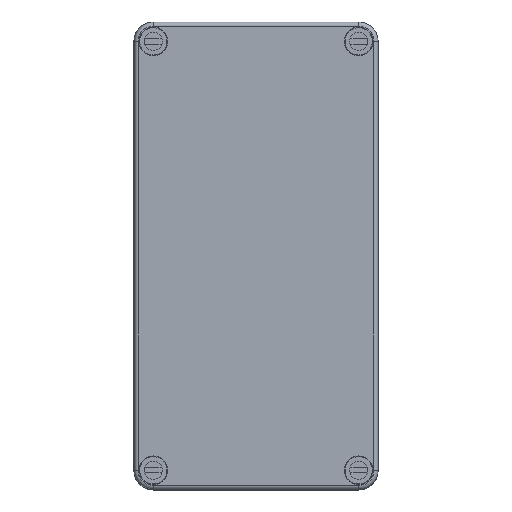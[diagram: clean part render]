
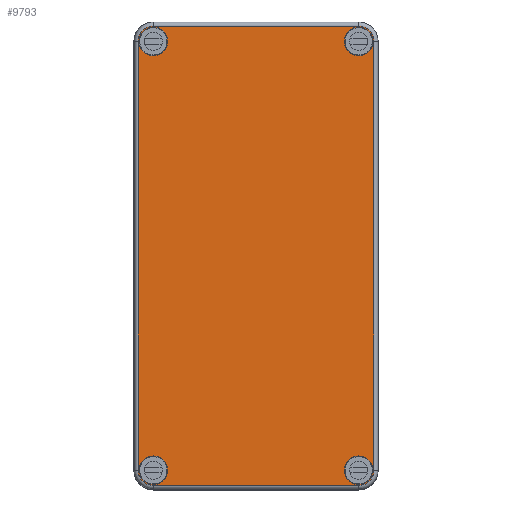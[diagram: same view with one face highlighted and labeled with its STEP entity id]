
A CAD part, top view. The second image highlights one B-rep face of the part: STEP entity #9793.
In plain terms, the highlighted planar face has unit normal (0, 0, 1).
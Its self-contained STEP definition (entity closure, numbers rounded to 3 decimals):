
#239 = DIRECTION ( 'NONE',  ( 0., -1., 0. ) ) ;
#282 = VERTEX_POINT ( 'NONE', #7685 ) ;
#352 = CARTESIAN_POINT ( 'NONE',  ( 39.5, -82.5, 15. ) ) ;
#395 = DIRECTION ( 'NONE',  ( -1., 0., 0. ) ) ;
#475 = CARTESIAN_POINT ( 'NONE',  ( 39.5, -82.5, 15. ) ) ;
#831 = DIRECTION ( 'NONE',  ( 1., 0., 0. ) ) ;
#836 = CARTESIAN_POINT ( 'NONE',  ( 45., 82.5, 15. ) ) ;
#1021 = CARTESIAN_POINT ( 'NONE',  ( 45.382, 82.5, 15. ) ) ;
#1028 = CARTESIAN_POINT ( 'NONE',  ( -39.5, 82.5, 15. ) ) ;
#1050 = DIRECTION ( 'NONE',  ( 1., 0., 0. ) ) ;
#1079 = ORIENTED_EDGE ( 'NONE', *, *, #17237, .T. ) ;
#1471 = CARTESIAN_POINT ( 'NONE',  ( -39.5, -88.382, 15. ) ) ;
#1570 = EDGE_CURVE ( 'NONE', #16635, #15222, #11528, .T. ) ;
#1625 = ORIENTED_EDGE ( 'NONE', *, *, #17978, .F. ) ;
#1728 = VECTOR ( 'NONE', #4033, 1000. ) ;
#1893 = CARTESIAN_POINT ( 'NONE',  ( -45.382, 100., 15. ) ) ;
#1997 = DIRECTION ( 'NONE',  ( 1., 0., 0. ) ) ;
#2013 = CARTESIAN_POINT ( 'NONE',  ( 39.5, 88.382, 15. ) ) ;
#2137 = DIRECTION ( 'NONE',  ( -1., 0., 0. ) ) ;
#2301 = LINE ( 'NONE', #10279, #11081 ) ;
#2683 = DIRECTION ( 'NONE',  ( -1., 0., 0. ) ) ;
#2868 = AXIS2_PLACEMENT_3D ( 'NONE', #14276, #4396, #15921 ) ;
#2991 = VERTEX_POINT ( 'NONE', #13882 ) ;
#3110 = CARTESIAN_POINT ( 'NONE',  ( -45.382, -82.5, 15. ) ) ;
#3786 = CARTESIAN_POINT ( 'NONE',  ( -39.5, 82.5, 15. ) ) ;
#3988 = CARTESIAN_POINT ( 'NONE',  ( 39.5, -82.5, 15. ) ) ;
#4033 = DIRECTION ( 'NONE',  ( -1., 0., 0. ) ) ;
#4248 = AXIS2_PLACEMENT_3D ( 'NONE', #1028, #12567, #2683 ) ;
#4276 = CARTESIAN_POINT ( 'NONE',  ( 34., -82.5, 15. ) ) ;
#4396 = DIRECTION ( 'NONE',  ( 0., 0., -1. ) ) ;
#4464 = CIRCLE ( 'NONE', #5435, 5.882 ) ;
#4500 = EDGE_CURVE ( 'NONE', #11327, #19520, #5173, .T. ) ;
#4655 = EDGE_LOOP ( 'NONE', ( #1079, #19366 ) ) ;
#4782 = EDGE_CURVE ( 'NONE', #2991, #19228, #17531, .T. ) ;
#5113 = CARTESIAN_POINT ( 'NONE',  ( -45., -82.5, 15. ) ) ;
#5173 = LINE ( 'NONE', #1893, #17790 ) ;
#5212 = VERTEX_POINT ( 'NONE', #1471 ) ;
#5407 = EDGE_CURVE ( 'NONE', #2991, #5212, #2301, .T. ) ;
#5435 = AXIS2_PLACEMENT_3D ( 'NONE', #16937, #7087, #18589 ) ;
#5443 = DIRECTION ( 'NONE',  ( -1., 0., 0. ) ) ;
#5641 = DIRECTION ( 'NONE',  ( -1., 0., 0. ) ) ;
#5691 = DIRECTION ( 'NONE',  ( 0., 0., -1. ) ) ;
#5723 = ORIENTED_EDGE ( 'NONE', *, *, #12793, .F. ) ;
#5932 = CARTESIAN_POINT ( 'NONE',  ( 39.5, 82.5, 15. ) ) ;
#6224 = CARTESIAN_POINT ( 'NONE',  ( 39.5, 82.5, 15. ) ) ;
#6407 = FACE_BOUND ( 'NONE', #4655, .T. ) ;
#6531 = EDGE_CURVE ( 'NONE', #282, #14248, #10275, .T. ) ;
#7087 = DIRECTION ( 'NONE',  ( 0., 0., -1. ) ) ;
#7129 = EDGE_CURVE ( 'NONE', #14196, #21296, #8693, .T. ) ;
#7447 = VERTEX_POINT ( 'NONE', #18471 ) ;
#7455 = FACE_OUTER_BOUND ( 'NONE', #15037, .T. ) ;
#7610 = DIRECTION ( 'NONE',  ( -1., 0., 0. ) ) ;
#7630 = PLANE ( 'NONE',  #16694 ) ;
#7685 = CARTESIAN_POINT ( 'NONE',  ( 45., -82.5, 15. ) ) ;
#7790 = AXIS2_PLACEMENT_3D ( 'NONE', #3786, #15324, #5443 ) ;
#7897 = DIRECTION ( 'NONE',  ( -1., 0., 0. ) ) ;
#8049 = AXIS2_PLACEMENT_3D ( 'NONE', #20556, #10723, #831 ) ;
#8074 = ORIENTED_EDGE ( 'NONE', *, *, #6531, .T. ) ;
#8323 = ORIENTED_EDGE ( 'NONE', *, *, #4782, .T. ) ;
#8456 = EDGE_CURVE ( 'NONE', #7447, #8968, #11882, .T. ) ;
#8504 = AXIS2_PLACEMENT_3D ( 'NONE', #6224, #17716, #7897 ) ;
#8505 = CARTESIAN_POINT ( 'NONE',  ( -39.5, 88.382, 15. ) ) ;
#8506 = CARTESIAN_POINT ( 'NONE',  ( -39.5, -82.5, 15. ) ) ;
#8693 = CIRCLE ( 'NONE', #19491, 5.5 ) ;
#8718 = CARTESIAN_POINT ( 'NONE',  ( -45.382, 82.5, 15. ) ) ;
#8720 = VERTEX_POINT ( 'NONE', #1021 ) ;
#8741 = EDGE_CURVE ( 'NONE', #8968, #7447, #11097, .T. ) ;
#8919 = CIRCLE ( 'NONE', #7790, 5.5 ) ;
#8968 = VERTEX_POINT ( 'NONE', #5113 ) ;
#9651 = ORIENTED_EDGE ( 'NONE', *, *, #4500, .T. ) ;
#9674 = EDGE_LOOP ( 'NONE', ( #8074, #17562 ) ) ;
#9793 = ADVANCED_FACE ( 'NONE', ( #7455, #10796, #19528, #15157, #6407 ), #7630, .T. ) ;
#10110 = AXIS2_PLACEMENT_3D ( 'NONE', #3988, #15508, #5641 ) ;
#10181 = DIRECTION ( 'NONE',  ( -1., 0., 0. ) ) ;
#10275 = CIRCLE ( 'NONE', #10110, 5.5 ) ;
#10279 = CARTESIAN_POINT ( 'NONE',  ( 50., -88.382, 15. ) ) ;
#10502 = CARTESIAN_POINT ( 'NONE',  ( -45., 82.5, 15. ) ) ;
#10723 = DIRECTION ( 'NONE',  ( 0., 0., 1. ) ) ;
#10741 = EDGE_CURVE ( 'NONE', #14248, #282, #18464, .T. ) ;
#10796 = FACE_BOUND ( 'NONE', #11923, .T. ) ;
#10865 = EDGE_CURVE ( 'NONE', #15222, #11327, #14046, .T. ) ;
#10874 = ORIENTED_EDGE ( 'NONE', *, *, #12100, .T. ) ;
#10941 = DIRECTION ( 'NONE',  ( 0., 0., 1. ) ) ;
#11081 = VECTOR ( 'NONE', #395, 1000. ) ;
#11097 = CIRCLE ( 'NONE', #2868, 5.5 ) ;
#11327 = VERTEX_POINT ( 'NONE', #8718 ) ;
#11476 = CARTESIAN_POINT ( 'NONE',  ( 45.382, 100., 15. ) ) ;
#11528 = LINE ( 'NONE', #12265, #1728 ) ;
#11871 = DIRECTION ( 'NONE',  ( 0., 0., 1. ) ) ;
#11882 = CIRCLE ( 'NONE', #18052, 5.5 ) ;
#11898 = LINE ( 'NONE', #11476, #20639 ) ;
#11923 = EDGE_LOOP ( 'NONE', ( #19145, #19388 ) ) ;
#11927 = CIRCLE ( 'NONE', #8504, 5.882 ) ;
#11993 = VERTEX_POINT ( 'NONE', #10502 ) ;
#12014 = DIRECTION ( 'NONE',  ( 0., 0., -1. ) ) ;
#12100 = EDGE_CURVE ( 'NONE', #21296, #14196, #20935, .T. ) ;
#12265 = CARTESIAN_POINT ( 'NONE',  ( 50., 88.382, 15. ) ) ;
#12567 = DIRECTION ( 'NONE',  ( 0., 0., -1. ) ) ;
#12793 = EDGE_CURVE ( 'NONE', #8720, #19228, #11898, .T. ) ;
#13135 = DIRECTION ( 'NONE',  ( 0., -1., 0. ) ) ;
#13720 = AXIS2_PLACEMENT_3D ( 'NONE', #5932, #17446, #7610 ) ;
#13882 = CARTESIAN_POINT ( 'NONE',  ( 39.5, -88.382, 15. ) ) ;
#14046 = CIRCLE ( 'NONE', #8049, 5.882 ) ;
#14196 = VERTEX_POINT ( 'NONE', #836 ) ;
#14248 = VERTEX_POINT ( 'NONE', #4276 ) ;
#14276 = CARTESIAN_POINT ( 'NONE',  ( -39.5, -82.5, 15. ) ) ;
#14709 = CARTESIAN_POINT ( 'NONE',  ( 34., 82.5, 15. ) ) ;
#15037 = EDGE_LOOP ( 'NONE', ( #1625, #19636, #8323, #5723, #15371, #21027, #17917, #9651 ) ) ;
#15093 = CARTESIAN_POINT ( 'NONE',  ( -34., 82.5, 15. ) ) ;
#15157 = FACE_BOUND ( 'NONE', #20560, .T. ) ;
#15222 = VERTEX_POINT ( 'NONE', #8505 ) ;
#15324 = DIRECTION ( 'NONE',  ( 0., 0., -1. ) ) ;
#15371 = ORIENTED_EDGE ( 'NONE', *, *, #19445, .F. ) ;
#15508 = DIRECTION ( 'NONE',  ( 0., 0., -1. ) ) ;
#15513 = CARTESIAN_POINT ( 'NONE',  ( 45.382, -82.5, 15. ) ) ;
#15555 = CARTESIAN_POINT ( 'NONE',  ( 39.5, 82.5, 15. ) ) ;
#15921 = DIRECTION ( 'NONE',  ( -1., 0., 0. ) ) ;
#16163 = AXIS2_PLACEMENT_3D ( 'NONE', #475, #12014, #2137 ) ;
#16635 = VERTEX_POINT ( 'NONE', #2013 ) ;
#16694 = AXIS2_PLACEMENT_3D ( 'NONE', #17467, #10941, #1050 ) ;
#16937 = CARTESIAN_POINT ( 'NONE',  ( -39.5, -82.5, 15. ) ) ;
#17207 = DIRECTION ( 'NONE',  ( -1., 0., 0. ) ) ;
#17237 = EDGE_CURVE ( 'NONE', #20775, #11993, #8919, .T. ) ;
#17381 = AXIS2_PLACEMENT_3D ( 'NONE', #352, #11871, #1997 ) ;
#17446 = DIRECTION ( 'NONE',  ( 0., 0., -1. ) ) ;
#17467 = CARTESIAN_POINT ( 'NONE',  ( 0., 0., 15. ) ) ;
#17531 = CIRCLE ( 'NONE', #17381, 5.882 ) ;
#17562 = ORIENTED_EDGE ( 'NONE', *, *, #10741, .T. ) ;
#17716 = DIRECTION ( 'NONE',  ( 0., 0., -1. ) ) ;
#17790 = VECTOR ( 'NONE', #239, 1000. ) ;
#17917 = ORIENTED_EDGE ( 'NONE', *, *, #10865, .T. ) ;
#17978 = EDGE_CURVE ( 'NONE', #5212, #19520, #4464, .T. ) ;
#18052 = AXIS2_PLACEMENT_3D ( 'NONE', #8506, #20008, #10181 ) ;
#18327 = ORIENTED_EDGE ( 'NONE', *, *, #7129, .T. ) ;
#18464 = CIRCLE ( 'NONE', #16163, 5.5 ) ;
#18471 = CARTESIAN_POINT ( 'NONE',  ( -34., -82.5, 15. ) ) ;
#18589 = DIRECTION ( 'NONE',  ( -1., 0., 0. ) ) ;
#19145 = ORIENTED_EDGE ( 'NONE', *, *, #8456, .T. ) ;
#19228 = VERTEX_POINT ( 'NONE', #15513 ) ;
#19366 = ORIENTED_EDGE ( 'NONE', *, *, #21062, .T. ) ;
#19388 = ORIENTED_EDGE ( 'NONE', *, *, #8741, .T. ) ;
#19445 = EDGE_CURVE ( 'NONE', #16635, #8720, #11927, .T. ) ;
#19491 = AXIS2_PLACEMENT_3D ( 'NONE', #15555, #5691, #17207 ) ;
#19520 = VERTEX_POINT ( 'NONE', #3110 ) ;
#19528 = FACE_BOUND ( 'NONE', #9674, .T. ) ;
#19636 = ORIENTED_EDGE ( 'NONE', *, *, #5407, .F. ) ;
#20008 = DIRECTION ( 'NONE',  ( 0., 0., -1. ) ) ;
#20556 = CARTESIAN_POINT ( 'NONE',  ( -39.5, 82.5, 15. ) ) ;
#20560 = EDGE_LOOP ( 'NONE', ( #18327, #10874 ) ) ;
#20639 = VECTOR ( 'NONE', #13135, 1000. ) ;
#20775 = VERTEX_POINT ( 'NONE', #15093 ) ;
#20935 = CIRCLE ( 'NONE', #13720, 5.5 ) ;
#21027 = ORIENTED_EDGE ( 'NONE', *, *, #1570, .T. ) ;
#21062 = EDGE_CURVE ( 'NONE', #11993, #20775, #21367, .T. ) ;
#21296 = VERTEX_POINT ( 'NONE', #14709 ) ;
#21367 = CIRCLE ( 'NONE', #4248, 5.5 ) ;
